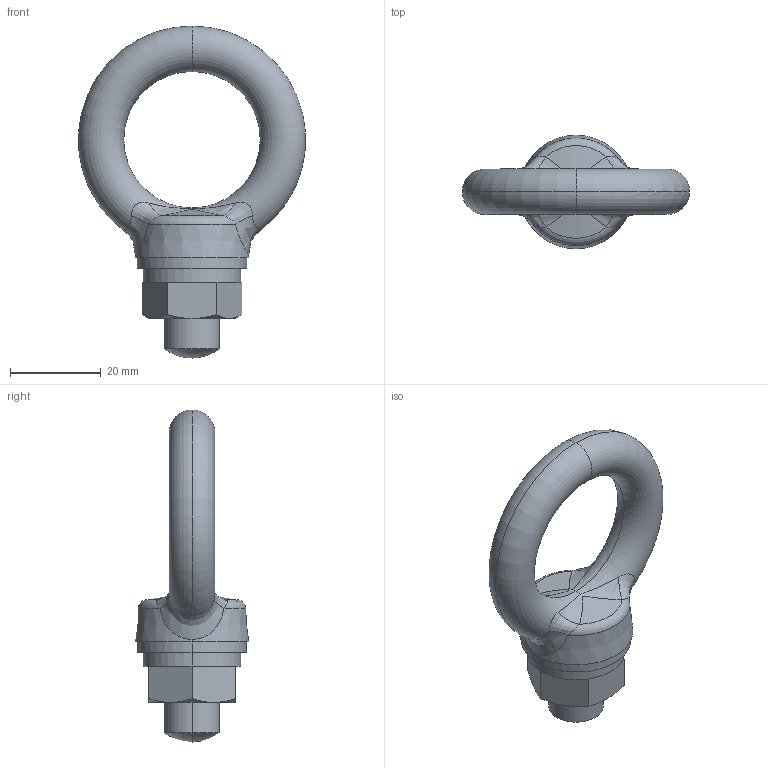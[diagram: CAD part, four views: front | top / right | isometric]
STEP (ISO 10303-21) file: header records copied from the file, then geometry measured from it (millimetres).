
FILE_DESCRIPTION (( 'STEP AP214' ), '1' );
FILE_NAME ('TM_199SUS_4.STEP', '2007-03-19T04:21:30', ( 'nunozumihideaki' ), ( '' ), 'SwSTEP 2.0', 'SolidWorks 2003240', '' );
FILE_SCHEMA (( 'AUTOMOTIVE_DESIGN' ));
Length unit declared in the file: millimetre
Products named in the file (5): eyenut_蹬怮椔; washer_B_蹬怮椔; nut_蹬怮椔; washer_A_蹬怮椔; TM_199SUS_4
Assembly tree (4 placements, depth 2):
  TM_199SUS_4
    eyenut_蹬怮椔
    washer_A_蹬怮椔
    nut_蹬怮椔
    washer_B_蹬怮椔
Bounding box: 49.89 x 25 x 73 mm (x, y, z)
Volume: 18341.1 mm3; surface area: 8482 mm2
Topology: 4 solids, 4 shells, 52 faces, 116 edges, 71 vertices
Faces by surface type: plane 13, cylinder 12, cone 11, bspline 8, torus 6, sphere 2
Entity records: 9383 total; most frequent: CARTESIAN_POINT 8108, DIRECTION 239, ORIENTED_EDGE 232, EDGE_CURVE 116, AXIS2_PLACEMENT_3D 106, VERTEX_POINT 71, EDGE_LOOP 59, CIRCLE 55
